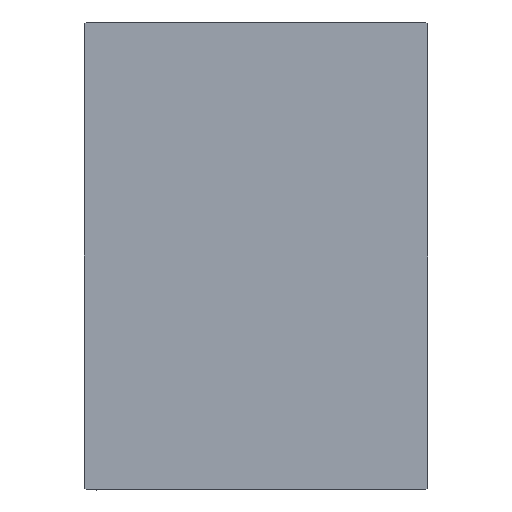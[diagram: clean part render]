
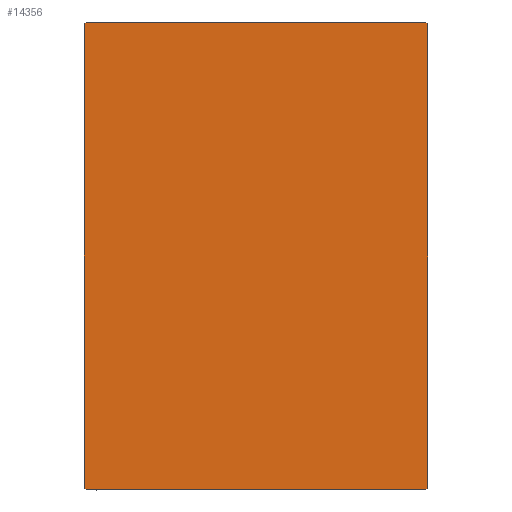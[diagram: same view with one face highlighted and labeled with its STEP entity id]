
A CAD part, left-side view. The second image highlights one B-rep face of the part: STEP entity #14356.
In plain terms, the highlighted face is planar.
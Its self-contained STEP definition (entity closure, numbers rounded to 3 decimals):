
#525 = ORIENTED_EDGE ( 'NONE', *, *, #32434, .T. ) ;
#600 = DIRECTION ( 'NONE',  ( 0., 0., -1. ) ) ;
#2311 = AXIS2_PLACEMENT_3D ( 'NONE', #5640, #8724, #18897 ) ;
#3635 = DIRECTION ( 'NONE',  ( 0., 0.707, -0.707 ) ) ;
#4541 = EDGE_CURVE ( 'NONE', #25939, #26030, #7281, .T. ) ;
#5135 = CARTESIAN_POINT ( 'NONE',  ( 135., 27.5, 37.2 ) ) ;
#5199 = CARTESIAN_POINT ( 'NONE',  ( 135., 27.5, 37.5 ) ) ;
#5640 = CARTESIAN_POINT ( 'NONE',  ( 135., 0., 0. ) ) ;
#5891 = DIRECTION ( 'NONE',  ( 0., 0., 1. ) ) ;
#5936 = VECTOR ( 'NONE', #600, 1000. ) ;
#7281 = LINE ( 'NONE', #14136, #21244 ) ;
#8724 = DIRECTION ( 'NONE',  ( 1., 0., 0. ) ) ;
#9643 = CARTESIAN_POINT ( 'NONE',  ( 135., 27.5, -37.5 ) ) ;
#9784 = ORIENTED_EDGE ( 'NONE', *, *, #40538, .T. ) ;
#10851 = VECTOR ( 'NONE', #3635, 1000. ) ;
#10949 = DIRECTION ( 'NONE',  ( 0., -0.707, -0.707 ) ) ;
#11460 = EDGE_CURVE ( 'NONE', #26176, #11981, #22864, .T. ) ;
#11981 = VERTEX_POINT ( 'NONE', #39832 ) ;
#14136 = CARTESIAN_POINT ( 'NONE',  ( 135., 32.35, 32.35 ) ) ;
#14356 = ADVANCED_FACE ( 'NONE', ( #28648 ), #15357, .T. ) ;
#14977 = VERTEX_POINT ( 'NONE', #15093 ) ;
#15093 = CARTESIAN_POINT ( 'NONE',  ( 135., -27.5, -37.2 ) ) ;
#15357 = PLANE ( 'NONE',  #2311 ) ;
#17372 = LINE ( 'NONE', #24028, #18148 ) ;
#18148 = VECTOR ( 'NONE', #10949, 1000. ) ;
#18851 = ORIENTED_EDGE ( 'NONE', *, *, #4541, .T. ) ;
#18897 = DIRECTION ( 'NONE',  ( 0., 0., -1. ) ) ;
#20127 = EDGE_CURVE ( 'NONE', #32391, #14977, #41709, .T. ) ;
#21205 = ORIENTED_EDGE ( 'NONE', *, *, #37241, .T. ) ;
#21244 = VECTOR ( 'NONE', #40028, 1000. ) ;
#22408 = EDGE_CURVE ( 'NONE', #23016, #25939, #36047, .T. ) ;
#22864 = LINE ( 'NONE', #36798, #26252 ) ;
#23016 = VERTEX_POINT ( 'NONE', #32076 ) ;
#23371 = CARTESIAN_POINT ( 'NONE',  ( 135., -27.5, 37.2 ) ) ;
#23831 = EDGE_CURVE ( 'NONE', #14977, #26176, #33937, .T. ) ;
#24028 = CARTESIAN_POINT ( 'NONE',  ( 135., -32.35, 32.35 ) ) ;
#25695 = CARTESIAN_POINT ( 'NONE',  ( 135., 27.2, 37.5 ) ) ;
#25939 = VERTEX_POINT ( 'NONE', #5135 ) ;
#26030 = VERTEX_POINT ( 'NONE', #25695 ) ;
#26176 = VERTEX_POINT ( 'NONE', #30986 ) ;
#26252 = VECTOR ( 'NONE', #36354, 1000. ) ;
#27509 = CARTESIAN_POINT ( 'NONE',  ( 135., -32.35, -32.35 ) ) ;
#28648 = FACE_OUTER_BOUND ( 'NONE', #32145, .T. ) ;
#28998 = VERTEX_POINT ( 'NONE', #41219 ) ;
#29066 = DIRECTION ( 'NONE',  ( 0., 0.707, 0.707 ) ) ;
#29544 = ORIENTED_EDGE ( 'NONE', *, *, #11460, .T. ) ;
#29624 = ORIENTED_EDGE ( 'NONE', *, *, #22408, .T. ) ;
#30986 = CARTESIAN_POINT ( 'NONE',  ( 135., -27.2, -37.5 ) ) ;
#31969 = LINE ( 'NONE', #5199, #33691 ) ;
#32076 = CARTESIAN_POINT ( 'NONE',  ( 135., 27.5, -37.2 ) ) ;
#32145 = EDGE_LOOP ( 'NONE', ( #29544, #9784, #29624, #18851, #21205, #525, #40755, #39517 ) ) ;
#32167 = CARTESIAN_POINT ( 'NONE',  ( 135., 32.35, -32.35 ) ) ;
#32391 = VERTEX_POINT ( 'NONE', #23371 ) ;
#32434 = EDGE_CURVE ( 'NONE', #28998, #32391, #17372, .T. ) ;
#33691 = VECTOR ( 'NONE', #42122, 1000. ) ;
#33937 = LINE ( 'NONE', #27509, #10851 ) ;
#34504 = VECTOR ( 'NONE', #29066, 1000. ) ;
#34651 = CARTESIAN_POINT ( 'NONE',  ( 135., -27.5, 37.5 ) ) ;
#36047 = LINE ( 'NONE', #9643, #40017 ) ;
#36354 = DIRECTION ( 'NONE',  ( 0., 1., 0. ) ) ;
#36798 = CARTESIAN_POINT ( 'NONE',  ( 135., -27.5, -37.5 ) ) ;
#37241 = EDGE_CURVE ( 'NONE', #26030, #28998, #31969, .T. ) ;
#38581 = LINE ( 'NONE', #32167, #34504 ) ;
#39517 = ORIENTED_EDGE ( 'NONE', *, *, #23831, .T. ) ;
#39832 = CARTESIAN_POINT ( 'NONE',  ( 135., 27.2, -37.5 ) ) ;
#40017 = VECTOR ( 'NONE', #5891, 1000. ) ;
#40028 = DIRECTION ( 'NONE',  ( 0., -0.707, 0.707 ) ) ;
#40538 = EDGE_CURVE ( 'NONE', #11981, #23016, #38581, .T. ) ;
#40755 = ORIENTED_EDGE ( 'NONE', *, *, #20127, .T. ) ;
#41219 = CARTESIAN_POINT ( 'NONE',  ( 135., -27.2, 37.5 ) ) ;
#41709 = LINE ( 'NONE', #34651, #5936 ) ;
#42122 = DIRECTION ( 'NONE',  ( 0., -1., 0. ) ) ;
